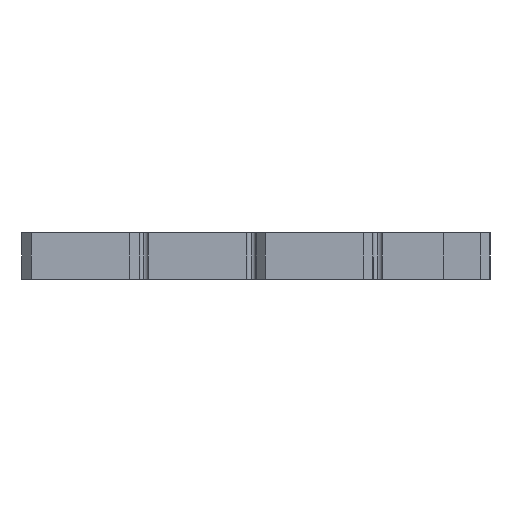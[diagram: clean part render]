
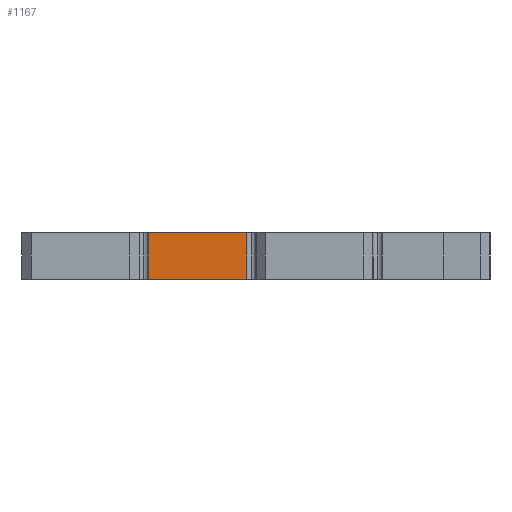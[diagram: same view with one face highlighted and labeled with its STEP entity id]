
A CAD part, left-side view. The second image highlights one B-rep face of the part: STEP entity #1167.
In plain terms, the highlighted planar face has unit normal (-1, 0, 0).
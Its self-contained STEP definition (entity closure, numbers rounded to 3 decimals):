
#173 = DIRECTION ( 'NONE',  ( 0., 0., 1. ) ) ;
#329 = LINE ( 'NONE', #722, #1878 ) ;
#330 = CARTESIAN_POINT ( 'NONE',  ( 0., 0., -10. ) ) ;
#367 = CARTESIAN_POINT ( 'NONE',  ( 0., 63., 0. ) ) ;
#456 = EDGE_CURVE ( 'NONE', #1095, #848, #902, .T. ) ;
#472 = CARTESIAN_POINT ( 'NONE',  ( 0., 63., -10. ) ) ;
#485 = VECTOR ( 'NONE', #1529, 1000. ) ;
#487 = EDGE_CURVE ( 'NONE', #1476, #1429, #829, .T. ) ;
#494 = CARTESIAN_POINT ( 'NONE',  ( 0., 42., 0. ) ) ;
#624 = ORIENTED_EDGE ( 'NONE', *, *, #456, .T. ) ;
#722 = CARTESIAN_POINT ( 'NONE',  ( 0., 63., 0. ) ) ;
#726 = ORIENTED_EDGE ( 'NONE', *, *, #762, .F. ) ;
#728 = VECTOR ( 'NONE', #1346, 1000. ) ;
#732 = CARTESIAN_POINT ( 'NONE',  ( 0., 0., -10. ) ) ;
#762 = EDGE_CURVE ( 'NONE', #1429, #848, #1278, .T. ) ;
#785 = DIRECTION ( 'NONE',  ( -1., 0., 0. ) ) ;
#829 = LINE ( 'NONE', #1845, #728 ) ;
#836 = VECTOR ( 'NONE', #1585, 1000. ) ;
#848 = VERTEX_POINT ( 'NONE', #1628 ) ;
#902 = LINE ( 'NONE', #732, #485 ) ;
#993 = CARTESIAN_POINT ( 'NONE',  ( 0., 42., 0. ) ) ;
#1053 = ORIENTED_EDGE ( 'NONE', *, *, #1586, .F. ) ;
#1095 = VERTEX_POINT ( 'NONE', #472 ) ;
#1108 = AXIS2_PLACEMENT_3D ( 'NONE', #330, #785, #173 ) ;
#1161 = FACE_OUTER_BOUND ( 'NONE', #1632, .T. ) ;
#1167 = ADVANCED_FACE ( 'NONE', ( #1161 ), #1413, .T. ) ;
#1278 = LINE ( 'NONE', #494, #836 ) ;
#1346 = DIRECTION ( 'NONE',  ( 0., -1., 0. ) ) ;
#1413 = PLANE ( 'NONE',  #1108 ) ;
#1422 = ORIENTED_EDGE ( 'NONE', *, *, #487, .F. ) ;
#1429 = VERTEX_POINT ( 'NONE', #993 ) ;
#1476 = VERTEX_POINT ( 'NONE', #367 ) ;
#1529 = DIRECTION ( 'NONE',  ( 0., -1., 0. ) ) ;
#1585 = DIRECTION ( 'NONE',  ( 0., 0., -1. ) ) ;
#1586 = EDGE_CURVE ( 'NONE', #1095, #1476, #329, .T. ) ;
#1628 = CARTESIAN_POINT ( 'NONE',  ( 0., 42., -10. ) ) ;
#1632 = EDGE_LOOP ( 'NONE', ( #726, #1422, #1053, #624 ) ) ;
#1845 = CARTESIAN_POINT ( 'NONE',  ( 0., 0., 0. ) ) ;
#1878 = VECTOR ( 'NONE', #1998, 1000. ) ;
#1998 = DIRECTION ( 'NONE',  ( 0., 0., 1. ) ) ;
